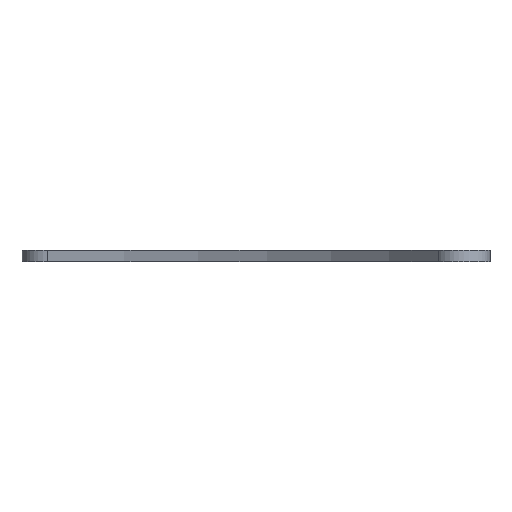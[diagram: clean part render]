
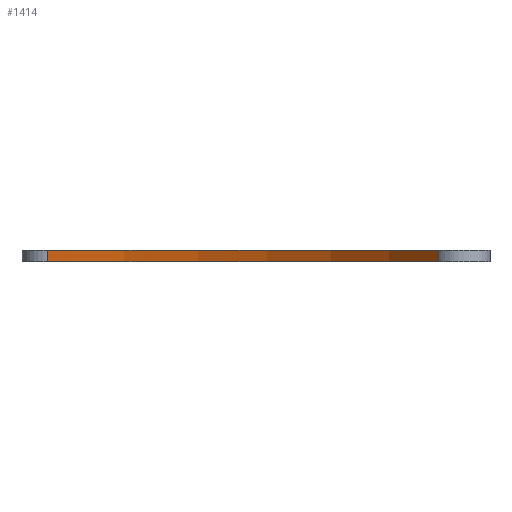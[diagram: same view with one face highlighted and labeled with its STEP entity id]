
A CAD part, left-side view. The second image highlights one B-rep face of the part: STEP entity #1414.
In plain terms, the highlighted cylindrical face has radius 230 mm (diameter 460 mm), a partial arc.
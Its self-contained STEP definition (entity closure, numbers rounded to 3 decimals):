
#110=CARTESIAN_POINT('Vertex',(-11.941,116.191,5.)) ;
#113=CARTESIAN_POINT('Axis2P3D Location',(-240.804,139.028,5.)) ;
#117=CARTESIAN_POINT('Vertex',(-106.595,-47.755,5.)) ;
#431=CARTESIAN_POINT('Vertex',(-11.941,116.191,0.)) ;
#434=CARTESIAN_POINT('Line Origine',(-11.941,116.191,2.5)) ;
#451=CARTESIAN_POINT('Line Origine',(-106.595,-47.755,2.5)) ;
#455=CARTESIAN_POINT('Vertex',(-106.595,-47.755,0.)) ;
#1398=CARTESIAN_POINT('Axis2P3D Location',(-240.804,139.028,3.5)) ;
#1403=CARTESIAN_POINT('Axis2P3D Location',(-240.804,139.028,0.)) ;
#114=DIRECTION('Axis2P3D Direction',(0.,0.,1.)) ;
#435=DIRECTION('Vector Direction',(0.,0.,1.)) ;
#452=DIRECTION('Vector Direction',(0.,0.,1.)) ;
#1399=DIRECTION('Axis2P3D Direction',(0.,0.,1.)) ;
#1400=DIRECTION('Axis2P3D XDirection',(0.584,-0.812,0.)) ;
#1404=DIRECTION('Axis2P3D Direction',(0.,0.,1.)) ;
#115=AXIS2_PLACEMENT_3D('Circle Axis2P3D',#113,#114,$) ;
#1401=AXIS2_PLACEMENT_3D('Cylinder Axis2P3D',#1398,#1399,#1400) ;
#1405=AXIS2_PLACEMENT_3D('Circle Axis2P3D',#1403,#1404,$) ;
#1409=ORIENTED_EDGE('',*,*,#119,.T.) ;
#1410=ORIENTED_EDGE('',*,*,#438,.F.) ;
#1411=ORIENTED_EDGE('',*,*,#1407,.T.) ;
#1412=ORIENTED_EDGE('',*,*,#457,.T.) ;
#436=VECTOR('Line Direction',#435,1.) ;
#453=VECTOR('Line Direction',#452,1.) ;
#1414=ADVANCED_FACE('Hauptk\X2\00F6\X0\rper',(#1413),#1402,.F.) ;
#116=CIRCLE('generated circle',#115,230.) ;
#1406=CIRCLE('generated circle',#1405,230.) ;
#1402=CYLINDRICAL_SURFACE('generated cylinder',#1401,230.) ;
#119=EDGE_CURVE('',#118,#111,#116,.T.) ;
#438=EDGE_CURVE('',#432,#111,#437,.T.) ;
#457=EDGE_CURVE('',#456,#118,#454,.T.) ;
#1407=EDGE_CURVE('',#432,#456,#1406,.F.) ;
#1408=EDGE_LOOP('',(#1409,#1410,#1411,#1412)) ;
#1413=FACE_OUTER_BOUND('',#1408,.T.) ;
#437=LINE('Line',#434,#436) ;
#454=LINE('Line',#451,#453) ;
#111=VERTEX_POINT('',#110) ;
#118=VERTEX_POINT('',#117) ;
#432=VERTEX_POINT('',#431) ;
#456=VERTEX_POINT('',#455) ;
